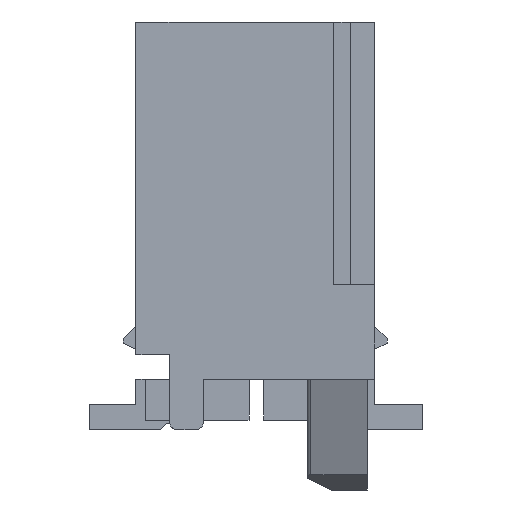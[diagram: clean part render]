
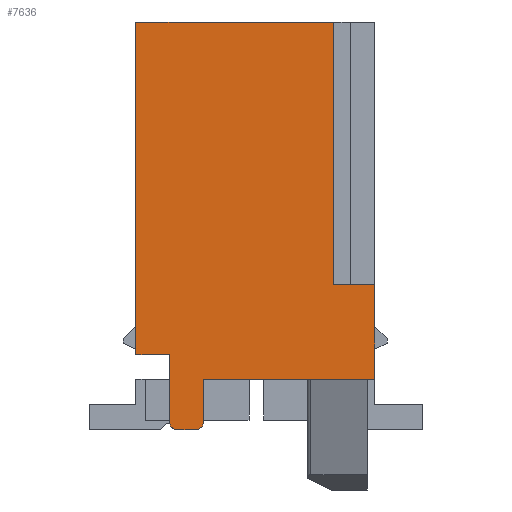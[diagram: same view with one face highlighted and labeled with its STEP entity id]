
A CAD part, left-side view. The second image highlights one B-rep face of the part: STEP entity #7636.
In plain terms, the highlighted planar face has unit normal (-1, 0, 0).
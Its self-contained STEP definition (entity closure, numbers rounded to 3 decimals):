
#1=CARTESIAN_POINT('',(-9.24,1.65,-0.9));
#2=DIRECTION('',(-1.,0.,0.));
#3=DIRECTION('',(0.,1.,0.));
#4=AXIS2_PLACEMENT_3D('',#1,#2,#3);
#6=DIRECTION('',(0.,0.,1.));
#7=VECTOR('',#6,1.4);
#8=CARTESIAN_POINT('',(-9.24,1.8,-0.9));
#9=LINE('',#8,#7);
#10=DIRECTION('',(0.,1.,0.));
#11=VECTOR('',#10,0.7);
#12=CARTESIAN_POINT('',(-9.24,1.8,0.5));
#13=LINE('',#12,#11);
#14=DIRECTION('',(0.,0.,1.));
#15=VECTOR('',#14,6.9);
#16=CARTESIAN_POINT('',(-9.24,2.5,0.5));
#17=LINE('',#16,#15);
#18=DIRECTION('',(0.,-1.,0.));
#19=VECTOR('',#18,0.85);
#20=CARTESIAN_POINT('',(-9.24,-1.6,1.95));
#21=LINE('',#20,#19);
#22=DIRECTION('',(0.,0.,-1.));
#23=VECTOR('',#22,1.95);
#24=CARTESIAN_POINT('',(-9.24,-2.45,1.95));
#25=LINE('',#24,#23);
#26=DIRECTION('',(0.,1.,0.));
#27=VECTOR('',#26,3.55);
#28=CARTESIAN_POINT('',(-9.24,-2.45,0.));
#29=LINE('',#28,#27);
#30=DIRECTION('',(0.,0.,-1.));
#31=VECTOR('',#30,0.9);
#32=CARTESIAN_POINT('',(-9.24,1.1,0.));
#33=LINE('',#32,#31);
#34=CARTESIAN_POINT('',(-9.24,1.25,-0.9));
#35=DIRECTION('',(-1.,0.,0.));
#36=DIRECTION('',(0.,0.,-1.));
#37=AXIS2_PLACEMENT_3D('',#34,#35,#36);
#43=DIRECTION('',(0.,1.,0.));
#44=VECTOR('',#43,0.4);
#45=CARTESIAN_POINT('',(-9.24,1.25,-1.05));
#46=LINE('',#45,#44);
#1324=DIRECTION('',(0.,-1.,0.));
#1325=VECTOR('',#1324,4.1);
#1326=CARTESIAN_POINT('',(-9.24,2.5,7.4));
#1327=LINE('',#1326,#1325);
#5772=DIRECTION('',(0.,0.,1.));
#5773=VECTOR('',#5772,5.45);
#5774=CARTESIAN_POINT('',(-9.24,-1.6,1.95));
#5775=LINE('',#5774,#5773);
#5801=CARTESIAN_POINT('',(-9.24,-2.45,1.95));
#5802=CARTESIAN_POINT('',(-9.24,-2.45,0.));
#5803=VERTEX_POINT('',#5801);
#5804=VERTEX_POINT('',#5802);
#5814=CARTESIAN_POINT('',(-9.24,2.5,7.4));
#5816=VERTEX_POINT('',#5814);
#5817=CARTESIAN_POINT('',(-9.24,-1.6,7.4));
#5818=VERTEX_POINT('',#5817);
#5833=CARTESIAN_POINT('',(-9.24,-1.6,1.95));
#5834=VERTEX_POINT('',#5833);
#6207=CARTESIAN_POINT('',(-9.24,1.1,0.));
#6208=VERTEX_POINT('',#6207);
#6289=CARTESIAN_POINT('',(-9.24,2.5,0.5));
#6290=VERTEX_POINT('',#6289);
#6503=CARTESIAN_POINT('',(-9.24,1.8,0.5));
#6504=VERTEX_POINT('',#6503);
#7319=CARTESIAN_POINT('',(-9.24,1.8,-0.9));
#7320=CARTESIAN_POINT('',(-9.24,1.65,-1.05));
#7321=VERTEX_POINT('',#7319);
#7322=VERTEX_POINT('',#7320);
#7327=CARTESIAN_POINT('',(-9.24,1.25,-1.05));
#7328=CARTESIAN_POINT('',(-9.24,1.1,-0.9));
#7329=VERTEX_POINT('',#7327);
#7330=VERTEX_POINT('',#7328);
#7605=CARTESIAN_POINT('',(-9.24,0.,0.));
#7606=DIRECTION('',(1.,0.,0.));
#7607=DIRECTION('',(0.,1.,0.));
#7608=AXIS2_PLACEMENT_3D('',#7605,#7606,#7607);
#7609=PLANE('',#7608);
#7611=ORIENTED_EDGE('',*,*,#7610,.F.);
#7613=ORIENTED_EDGE('',*,*,#7612,.T.);
#7615=ORIENTED_EDGE('',*,*,#7614,.T.);
#7617=ORIENTED_EDGE('',*,*,#7616,.T.);
#7619=ORIENTED_EDGE('',*,*,#7618,.T.);
#7621=ORIENTED_EDGE('',*,*,#7620,.F.);
#7623=ORIENTED_EDGE('',*,*,#7622,.T.);
#7625=ORIENTED_EDGE('',*,*,#7624,.T.);
#7627=ORIENTED_EDGE('',*,*,#7626,.T.);
#7629=ORIENTED_EDGE('',*,*,#7628,.T.);
#7631=ORIENTED_EDGE('',*,*,#7630,.F.);
#7633=ORIENTED_EDGE('',*,*,#7632,.T.);
#7634=EDGE_LOOP('',(#7611,#7613,#7615,#7617,#7619,#7621,#7623,#7625,#7627,#7629,
#7631,#7633));
#7635=FACE_OUTER_BOUND('',#7634,.F.);
#7636=ADVANCED_FACE('',(#7635),#7609,.F.);
#5=CIRCLE('',#4,0.15);
#38=CIRCLE('',#37,0.15);
#7610=EDGE_CURVE('',#7321,#7322,#5,.T.);
#7612=EDGE_CURVE('',#7321,#6504,#9,.T.);
#7614=EDGE_CURVE('',#6504,#6290,#13,.T.);
#7616=EDGE_CURVE('',#6290,#5816,#17,.T.);
#7618=EDGE_CURVE('',#5816,#5818,#1327,.T.);
#7620=EDGE_CURVE('',#5834,#5818,#5775,.T.);
#7622=EDGE_CURVE('',#5834,#5803,#21,.T.);
#7624=EDGE_CURVE('',#5803,#5804,#25,.T.);
#7626=EDGE_CURVE('',#5804,#6208,#29,.T.);
#7628=EDGE_CURVE('',#6208,#7330,#33,.T.);
#7630=EDGE_CURVE('',#7329,#7330,#38,.T.);
#7632=EDGE_CURVE('',#7329,#7322,#46,.T.);
